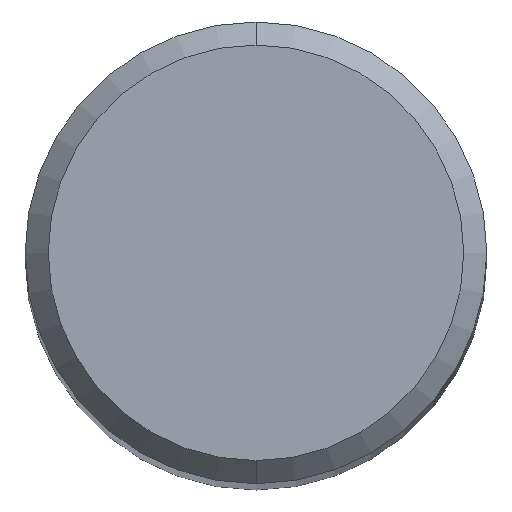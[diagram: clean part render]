
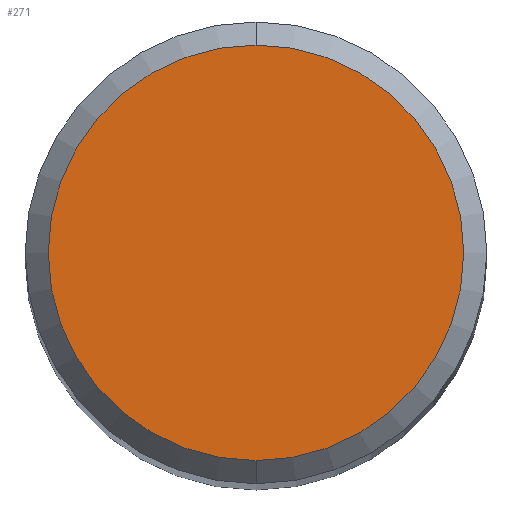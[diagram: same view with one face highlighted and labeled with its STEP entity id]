
A CAD part, top view. The second image highlights one B-rep face of the part: STEP entity #271.
In plain terms, the highlighted planar face has unit normal (0, 0, 1).
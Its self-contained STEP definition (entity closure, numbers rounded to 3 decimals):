
#141=VERTEX_POINT('',#360);
#207=VERTEX_POINT('',#434);
#225=EDGE_CURVE('',#207,#141,#454,.T.);
#271=ADVANCED_FACE('',(#509),#510,.T.);
#277=EDGE_CURVE('',#141,#207,#517,.T.);
#360=CARTESIAN_POINT('',(0.0,5.4,0.0));
#434=CARTESIAN_POINT('',(0.,-5.4,0.0));
#454=CIRCLE('',#723,5.4);
#509=FACE_OUTER_BOUND('',#792,.T.);
#510=PLANE('',#793);
#517=CIRCLE('',#801,5.4);
#723=AXIS2_PLACEMENT_3D('',#1009,#1010,#1011);
#792=EDGE_LOOP('',(#1101,#1102));
#793=AXIS2_PLACEMENT_3D('',#1103,#1104,#1105);
#801=AXIS2_PLACEMENT_3D('',#1114,#1115,#1116);
#1009=CARTESIAN_POINT('',(0.0,0.0,0.0));
#1010=DIRECTION('',(0.0,0.0,-1.0));
#1011=DIRECTION('',(0.0,1.0,0.0));
#1101=ORIENTED_EDGE('',*,*,#277,.F.);
#1102=ORIENTED_EDGE('',*,*,#225,.F.);
#1103=CARTESIAN_POINT('',(0.0,2.7,0.0));
#1104=DIRECTION('',(-0.0,0.0,1.0));
#1105=DIRECTION('',(0.0,-1.0,0.0));
#1114=CARTESIAN_POINT('',(0.0,0.0,0.0));
#1115=DIRECTION('',(0.0,0.0,-1.0));
#1116=DIRECTION('',(0.0,1.0,0.0));
